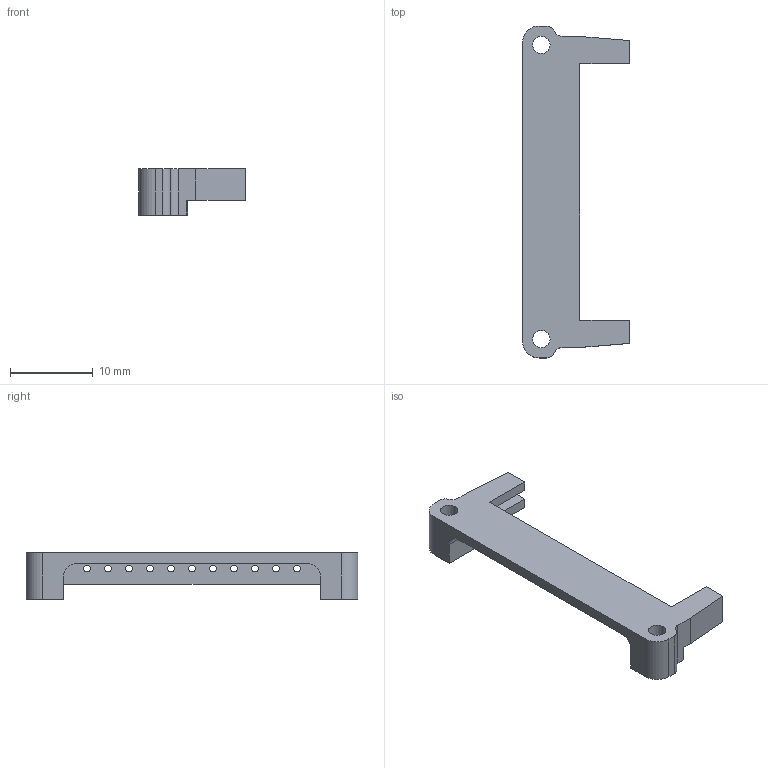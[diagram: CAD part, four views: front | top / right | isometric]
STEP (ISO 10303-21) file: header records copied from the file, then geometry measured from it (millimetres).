
FILE_DESCRIPTION(/* description */ (''),/* implementation_level */ '2;1');
FILE_NAME(/* name */ 'connector.step',/* time_stamp */ '2022-02-15T15:57:11+00:00',/* author */ (''),/* organization */ (''),/* preprocessor_version */ 'ST-DEVELOPER v18.1',/* originating_system */ 'Autodesk Translation Framework v10.13.0.1454',/* authorisation */ '');
FILE_SCHEMA (('AUTOMOTIVE_DESIGN { 1 0 10303 214 3 1 1 }'));
Length unit declared in the file: millimetre
Products named in the file (1): Enclosure II
Bounding box: 12.93 x 40.12 x 5.6 mm (x, y, z)
Volume: 722.8 mm3; surface area: 1247.4 mm2
Topology: 1 solids, 1 shells, 53 faces, 151 edges, 100 vertices
Faces by surface type: plane 30, cylinder 23
Full cylindrical faces by diameter (mm): 0.8 x11, 2.1 x2
Entity records: 1837 total; most frequent: DIRECTION 305, CARTESIAN_POINT 305, ORIENTED_EDGE 302, EDGE_CURVE 151, LINE 105, VECTOR 105, VERTEX_POINT 100, AXIS2_PLACEMENT_3D 100
